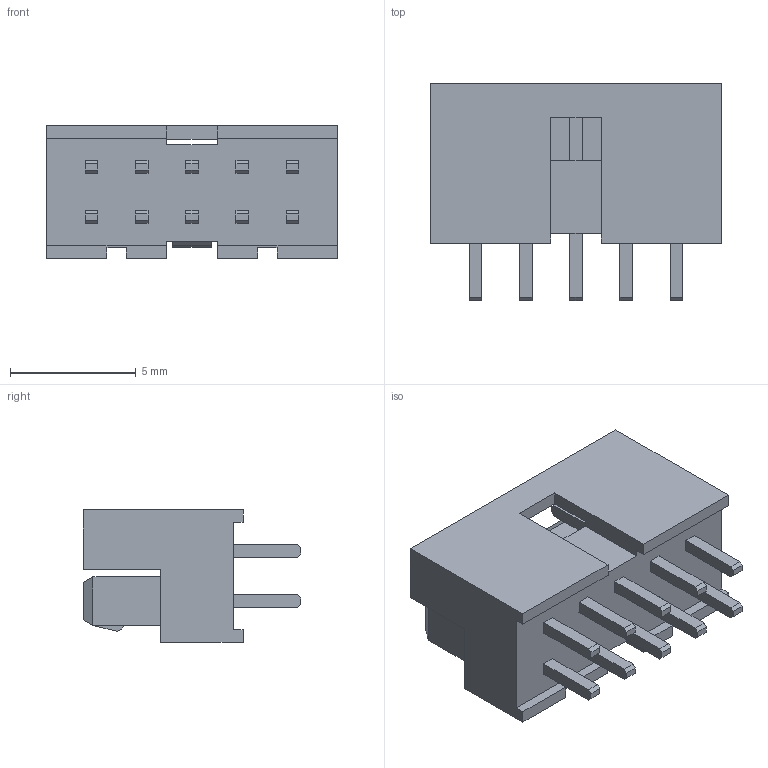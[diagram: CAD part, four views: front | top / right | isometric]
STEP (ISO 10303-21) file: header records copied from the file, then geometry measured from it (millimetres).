
FILE_DESCRIPTION( ( 'STEP AP214' ), '1' );
FILE_NAME( 'LS2-105-01-F-D.stp', '2019-11-19T14:56:58', ( '' ), ( '' ), ' ', 'PARTsolutions', ' ' );
FILE_SCHEMA( ( 'AUTOMOTIVE_DESIGN { 1 0 10303 214 1 1 1 1 }' ) );
Length unit declared in the file: inch
Products named in the file (3): LS2-105-01-F-D; _LS2-105-01-D_strip; _T-1S13-05-01-D
Assembly tree (2 placements, depth 2):
  LS2-105-01-F-D
    _LS2-105-01-D_strip
    _T-1S13-05-01-D
Bounding box: 11.56 x 8.64 x 5.27 mm (x, y, z)
Volume: 264.7 mm3; surface area: 690.9 mm2
Topology: 2 solids, 2 shells, 248 faces, 718 edges, 464 vertices
Faces by surface type: plane 247, cylinder 1
Entity records: 10030 total; most frequent: ORIENTED_EDGE 1436, CARTESIAN_POINT 1433, DIRECTION 1222, EDGE_CURVE 718, LINE 716, VECTOR 716, VERTEX_POINT 464, EDGE_LOOP 268
